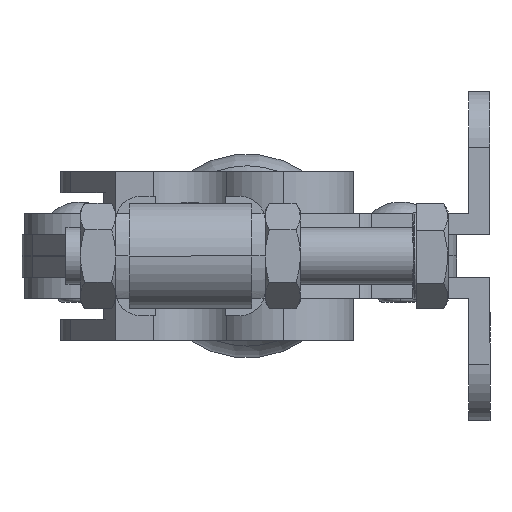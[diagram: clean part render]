
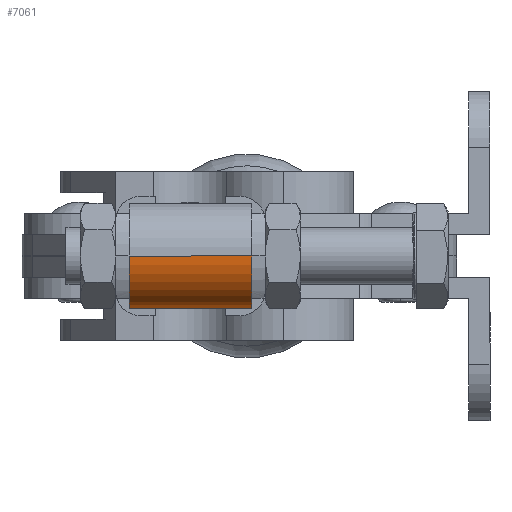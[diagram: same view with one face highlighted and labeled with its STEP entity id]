
A CAD part, left-side view. The second image highlights one B-rep face of the part: STEP entity #7061.
In plain terms, the highlighted cylindrical face has radius 7.5 mm (diameter 15 mm), a partial arc.
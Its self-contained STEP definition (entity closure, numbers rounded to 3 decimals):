
#983 = CIRCLE ( 'NONE', #1613, 7.5 ) ;
#1200 = VECTOR ( 'NONE', #9351, 1000. ) ;
#1263 = VECTOR ( 'NONE', #7771, 1000. ) ;
#1568 = LINE ( 'NONE', #8041, #1263 ) ;
#1613 = AXIS2_PLACEMENT_3D ( 'NONE', #1734, #8424, #2688 ) ;
#1724 = VERTEX_POINT ( 'NONE', #11219 ) ;
#1734 = CARTESIAN_POINT ( 'NONE',  ( -128.003, 51.727, -3.001 ) ) ;
#1921 = EDGE_LOOP ( 'NONE', ( #7667, #9949, #10559, #3297 ) ) ;
#2431 = EDGE_CURVE ( 'NONE', #6399, #1724, #1568, .T. ) ;
#2688 = DIRECTION ( 'NONE',  ( -1., 0., 0. ) ) ;
#2891 = VERTEX_POINT ( 'NONE', #4062 ) ;
#2911 = VERTEX_POINT ( 'NONE', #3132 ) ;
#3132 = CARTESIAN_POINT ( 'NONE',  ( -128.003, 51.727, -10.501 ) ) ;
#3297 = ORIENTED_EDGE ( 'NONE', *, *, #6351, .F. ) ;
#3492 = AXIS2_PLACEMENT_3D ( 'NONE', #10638, #4935, #11620 ) ;
#3749 = LINE ( 'NONE', #4535, #1200 ) ;
#4062 = CARTESIAN_POINT ( 'NONE',  ( -127.997, 34.227, -10.501 ) ) ;
#4535 = CARTESIAN_POINT ( 'NONE',  ( -127.997, 34.227, -10.501 ) ) ;
#4901 = CARTESIAN_POINT ( 'NONE',  ( -127.997, 34.227, -3.001 ) ) ;
#4935 = DIRECTION ( 'NONE',  ( 0., -1., 0. ) ) ;
#5546 = EDGE_CURVE ( 'NONE', #6399, #2891, #12355, .T. ) ;
#5879 = DIRECTION ( 'NONE',  ( 0., 1., 0. ) ) ;
#6351 = EDGE_CURVE ( 'NONE', #2891, #2911, #3749, .T. ) ;
#6399 = VERTEX_POINT ( 'NONE', #10374 ) ;
#6511 = AXIS2_PLACEMENT_3D ( 'NONE', #4901, #5879, #10605 ) ;
#7061 = ADVANCED_FACE ( 'NONE', ( #10286 ), #10894, .T. ) ;
#7667 = ORIENTED_EDGE ( 'NONE', *, *, #5546, .F. ) ;
#7771 = DIRECTION ( 'NONE',  ( 0., 1., 0. ) ) ;
#8041 = CARTESIAN_POINT ( 'NONE',  ( -135.497, 34.224, -3.001 ) ) ;
#8256 = EDGE_CURVE ( 'NONE', #2911, #1724, #983, .T. ) ;
#8424 = DIRECTION ( 'NONE',  ( 0., 1., 0. ) ) ;
#9351 = DIRECTION ( 'NONE',  ( 0., 1., 0. ) ) ;
#9949 = ORIENTED_EDGE ( 'NONE', *, *, #2431, .T. ) ;
#10286 = FACE_OUTER_BOUND ( 'NONE', #1921, .T. ) ;
#10374 = CARTESIAN_POINT ( 'NONE',  ( -135.497, 34.224, -3.001 ) ) ;
#10559 = ORIENTED_EDGE ( 'NONE', *, *, #8256, .F. ) ;
#10605 = DIRECTION ( 'NONE',  ( -1., 0., 0. ) ) ;
#10638 = CARTESIAN_POINT ( 'NONE',  ( -127.997, 34.227, -3.001 ) ) ;
#10894 = CYLINDRICAL_SURFACE ( 'NONE', #6511, 7.5 ) ;
#11219 = CARTESIAN_POINT ( 'NONE',  ( -135.503, 51.724, -3.001 ) ) ;
#11620 = DIRECTION ( 'NONE',  ( 1., 0., 0. ) ) ;
#12355 = CIRCLE ( 'NONE', #3492, 7.5 ) ;
